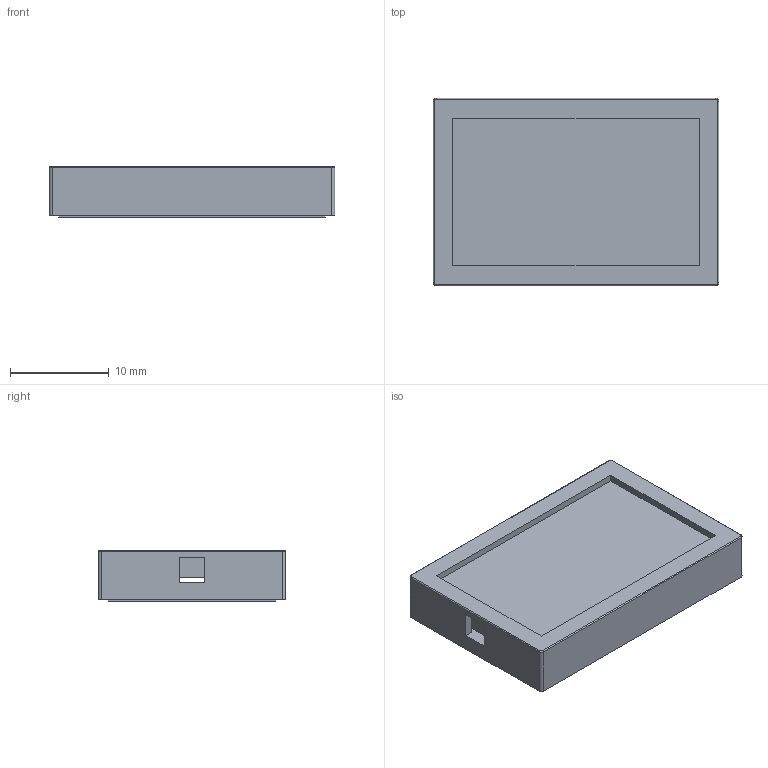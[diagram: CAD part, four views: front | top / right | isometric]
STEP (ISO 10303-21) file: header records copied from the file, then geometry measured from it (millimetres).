
FILE_DESCRIPTION((''),'2;1');
FILE_NAME('3YB886006_ASM','2023-11-02T',('dell'),(''),'PRO/ENGINEER BY PARAMETRIC TECHNOLOGY CORPORATION, 2013230','PRO/ENGINEER BY PARAMETRIC TECHNOLOGY CORPORATION, 2013230','');
FILE_SCHEMA(('AUTOMOTIVE_DESIGN { 1 0 10303 214 1 1 1 1 }'));
Length unit declared in the file: millimetre
Products named in the file (1): 3YB886006_ASM
Bounding box: 29 x 19 x 5.2 mm (x, y, z)
Volume: 2298.7 mm3; surface area: 2865.8 mm2
Topology: 1 solids, 1 shells, 58 faces, 144 edges, 92 vertices
Faces by surface type: plane 34, cylinder 18, torus 4, cone 2
Entity records: 1910 total; most frequent: DIRECTION 302, CARTESIAN_POINT 296, ORIENTED_EDGE 288, EDGE_CURVE 144, VECTOR 102, LINE 102, AXIS2_PLACEMENT_3D 100, VERTEX_POINT 92
